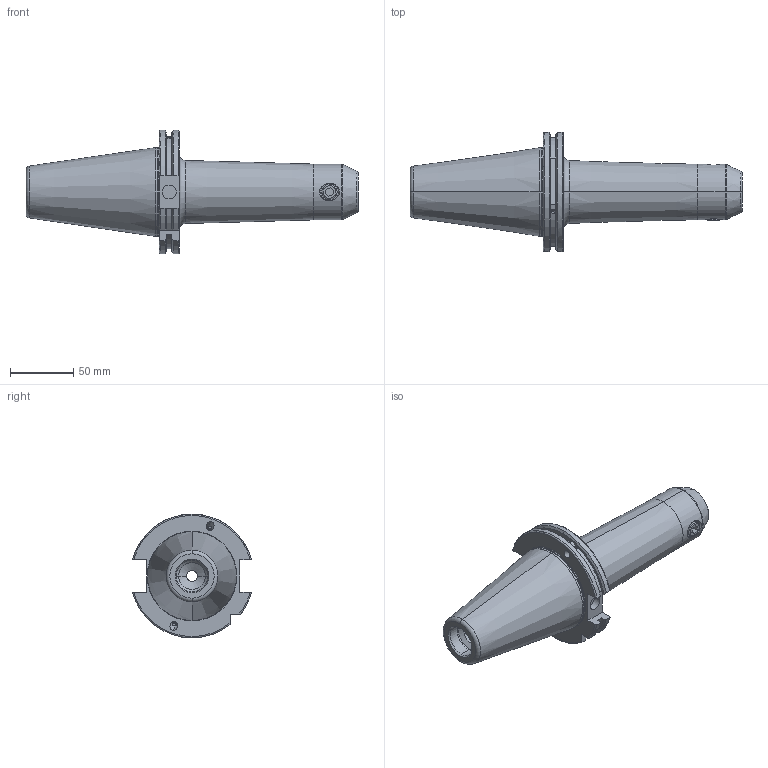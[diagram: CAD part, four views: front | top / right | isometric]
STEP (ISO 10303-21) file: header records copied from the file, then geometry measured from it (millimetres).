
FILE_DESCRIPTION (( 'STEP AP203' ), '1' );
FILE_NAME ('91506-WE714160.STEP', '2015-10-31T04:32:27', ( '' ), ( '' ), 'SwSTEP 2.0', 'SolidWorks 2009', '' );
FILE_SCHEMA (( 'CONFIG_CONTROL_DESIGN' ));
Length unit declared in the file: millimetre
Products named in the file (4): M12X16._ISO 4026 - M12 x 12-N; M4X4_DIN 913 - M4 x 4-N; 91506-WE714160; SK50 EM 14 160 FTC WW
Assembly tree (4 placements, depth 2):
  91506-WE714160
    M4X4_DIN 913 - M4 x 4-N  x2
    M12X16._ISO 4026 - M12 x 12-N
    SK50 EM 14 160 FTC WW
Bounding box: 261.75 x 94.05 x 97.5 mm (x, y, z)
Volume: 553734.6 mm3; surface area: 68310 mm2
Topology: 4 solids, 4 shells, 170 faces, 419 edges, 264 vertices
Faces by surface type: cylinder 55, plane 53, cone 38, torus 22, sphere 2
Entity records: 5708 total; most frequent: CARTESIAN_POINT 1557, DIRECTION 798, ORIENTED_EDGE 774, EDGE_CURVE 387, AXIS2_PLACEMENT_3D 317, VERTEX_POINT 244, EDGE_LOOP 173, LINE 164
